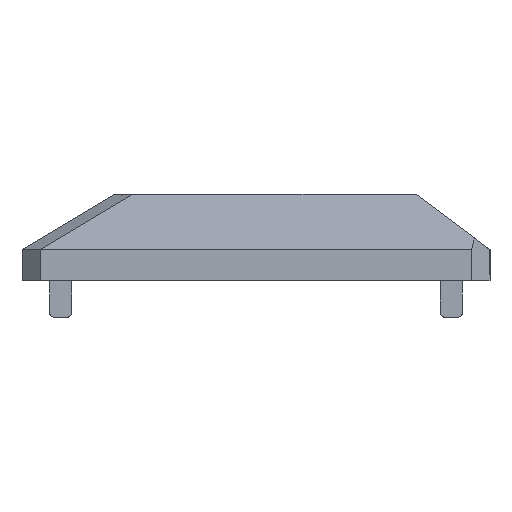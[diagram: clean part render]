
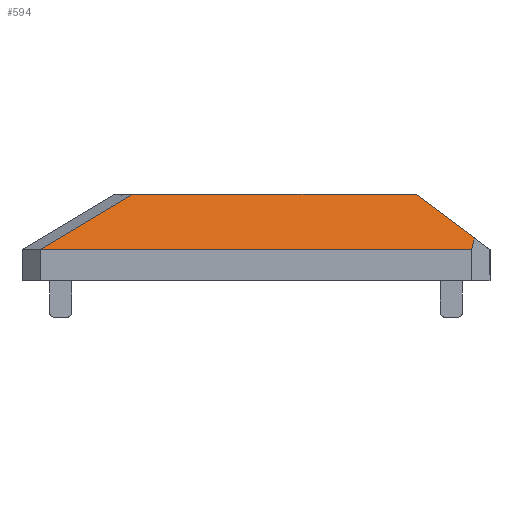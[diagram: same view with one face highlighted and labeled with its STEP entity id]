
A CAD part, left-side view. The second image highlights one B-rep face of the part: STEP entity #594.
In plain terms, the highlighted planar face has unit normal (-0.97, 0, 0.242).
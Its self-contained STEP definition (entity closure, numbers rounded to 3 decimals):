
#37 = CARTESIAN_POINT ( 'NONE',  ( -42.439, -11.29, 0.5 ) ) ;
#77 = VECTOR ( 'NONE', #340, 1000. ) ;
#244 = EDGE_CURVE ( 'NONE', #383, #630, #1382, .T. ) ;
#340 = DIRECTION ( 'NONE',  ( 0.128, -0.85, 0.51 ) ) ;
#358 = LINE ( 'NONE', #479, #898 ) ;
#371 = EDGE_CURVE ( 'NONE', #671, #630, #607, .T. ) ;
#383 = VERTEX_POINT ( 'NONE', #778 ) ;
#414 = EDGE_CURVE ( 'NONE', #457, #383, #1400, .T. ) ;
#457 = VERTEX_POINT ( 'NONE', #1568 ) ;
#479 = CARTESIAN_POINT ( 'NONE',  ( -42.439, 0., 0.5 ) ) ;
#482 = LINE ( 'NONE', #1451, #1464 ) ;
#502 = ORIENTED_EDGE ( 'NONE', *, *, #244, .T. ) ;
#531 = DIRECTION ( 'NONE',  ( 0., -1., 0. ) ) ;
#566 = VECTOR ( 'NONE', #1146, 1000. ) ;
#594 = ADVANCED_FACE ( 'NONE', ( #739 ), #907, .F. ) ;
#607 = LINE ( 'NONE', #1258, #77 ) ;
#630 = VERTEX_POINT ( 'NONE', #1899 ) ;
#671 = VERTEX_POINT ( 'NONE', #1891 ) ;
#692 = DIRECTION ( 'NONE',  ( 0.236, -0.236, 0.943 ) ) ;
#703 = EDGE_LOOP ( 'NONE', ( #974, #1296, #1518, #502, #1155 ) ) ;
#739 = FACE_OUTER_BOUND ( 'NONE', #703, .T. ) ;
#766 = VECTOR ( 'NONE', #1076, 1000. ) ;
#778 = CARTESIAN_POINT ( 'NONE',  ( -41.689, -8.29, 3.5 ) ) ;
#849 = VERTEX_POINT ( 'NONE', #37 ) ;
#898 = VECTOR ( 'NONE', #531, 1000. ) ;
#907 = PLANE ( 'NONE',  #1696 ) ;
#926 = DIRECTION ( 'NONE',  ( 0.97, 0., -0.243 ) ) ;
#974 = ORIENTED_EDGE ( 'NONE', *, *, #1759, .T. ) ;
#1076 = DIRECTION ( 'NONE',  ( 0., 1., 0. ) ) ;
#1146 = DIRECTION ( 'NONE',  ( 0.148, 0.791, 0.593 ) ) ;
#1155 = ORIENTED_EDGE ( 'NONE', *, *, #371, .F. ) ;
#1158 = CARTESIAN_POINT ( 'NONE',  ( -42.439, -12.29, 0.5 ) ) ;
#1258 = CARTESIAN_POINT ( 'NONE',  ( -42.439, 12.11, 0.5 ) ) ;
#1296 = ORIENTED_EDGE ( 'NONE', *, *, #1303, .T. ) ;
#1303 = EDGE_CURVE ( 'NONE', #849, #457, #482, .T. ) ;
#1382 = LINE ( 'NONE', #1520, #766 ) ;
#1400 = LINE ( 'NONE', #1158, #566 ) ;
#1420 = DIRECTION ( 'NONE',  ( -0.243, 0., -0.97 ) ) ;
#1451 = CARTESIAN_POINT ( 'NONE',  ( -42.328, -11.401, 0.944 ) ) ;
#1464 = VECTOR ( 'NONE', #692, 1000. ) ;
#1518 = ORIENTED_EDGE ( 'NONE', *, *, #414, .T. ) ;
#1520 = CARTESIAN_POINT ( 'NONE',  ( -41.689, 7.11, 3.5 ) ) ;
#1568 = CARTESIAN_POINT ( 'NONE',  ( -42.281, -11.448, 1.132 ) ) ;
#1696 = AXIS2_PLACEMENT_3D ( 'NONE', #1734, #926, #1420 ) ;
#1734 = CARTESIAN_POINT ( 'NONE',  ( -40.06, 0., 10.015 ) ) ;
#1759 = EDGE_CURVE ( 'NONE', #671, #849, #358, .T. ) ;
#1891 = CARTESIAN_POINT ( 'NONE',  ( -42.439, 12.11, 0.5 ) ) ;
#1899 = CARTESIAN_POINT ( 'NONE',  ( -41.689, 7.11, 3.5 ) ) ;
